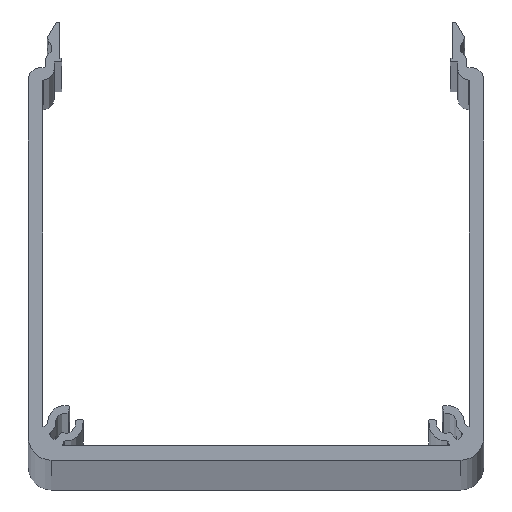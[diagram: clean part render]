
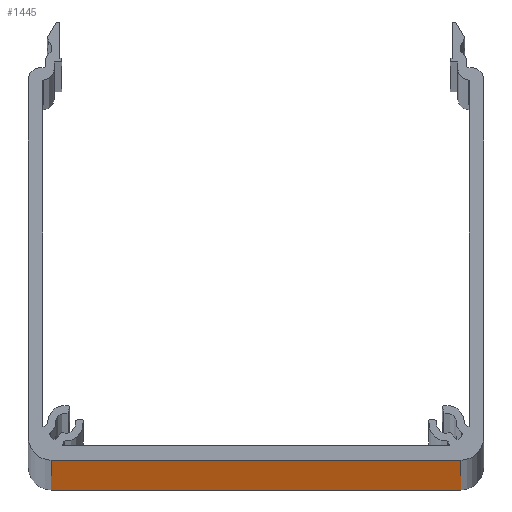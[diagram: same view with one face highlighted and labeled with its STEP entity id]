
A CAD part, top view. The second image highlights one B-rep face of the part: STEP entity #1445.
In plain terms, the highlighted planar face has unit normal (0, -1, 0).
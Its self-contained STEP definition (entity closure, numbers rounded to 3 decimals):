
#18=PLANE('',#1570);
#71=FACE_OUTER_BOUND('',#147,.T.);
#147=EDGE_LOOP('',(#1013,#1014,#1015,#1016));
#236=LINE('',#2243,#386);
#237=LINE('',#2247,#387);
#238=LINE('',#2249,#388);
#239=LINE('',#2250,#389);
#386=VECTOR('',#1789,1000.);
#387=VECTOR('',#1794,1000.);
#388=VECTOR('',#1795,1000.);
#389=VECTOR('',#1796,1000.);
#625=VERTEX_POINT('',#2240);
#626=VERTEX_POINT('',#2242);
#627=VERTEX_POINT('',#2246);
#628=VERTEX_POINT('',#2248);
#781=EDGE_CURVE('',#626,#625,#236,.T.);
#783=EDGE_CURVE('',#627,#625,#237,.T.);
#784=EDGE_CURVE('',#628,#627,#238,.T.);
#785=EDGE_CURVE('',#628,#626,#239,.T.);
#1013=ORIENTED_EDGE('',*,*,#783,.F.);
#1014=ORIENTED_EDGE('',*,*,#784,.F.);
#1015=ORIENTED_EDGE('',*,*,#785,.T.);
#1016=ORIENTED_EDGE('',*,*,#781,.T.);
#1445=ADVANCED_FACE('',(#71),#18,.T.);
#1570=AXIS2_PLACEMENT_3D('',#2245,#1792,#1793);
#1789=DIRECTION('',(0.,0.,1.));
#1792=DIRECTION('center_axis',(0.,-1.,0.));
#1793=DIRECTION('ref_axis',(0.,0.,-1.));
#1794=DIRECTION('',(1.,0.,0.));
#1795=DIRECTION('',(0.,0.,1.));
#1796=DIRECTION('',(1.,0.,0.));
#2240=CARTESIAN_POINT('',(36.,0.,0.));
#2242=CARTESIAN_POINT('',(36.,0.,-3000.));
#2243=CARTESIAN_POINT('',(36.,0.,-3000.));
#2245=CARTESIAN_POINT('Origin',(-36.,0.,-3000.));
#2246=CARTESIAN_POINT('',(-36.,0.,0.));
#2247=CARTESIAN_POINT('',(-36.,0.,0.));
#2248=CARTESIAN_POINT('',(-36.,0.,-3000.));
#2249=CARTESIAN_POINT('',(-36.,0.,-3000.));
#2250=CARTESIAN_POINT('',(-36.,0.,-3000.));
